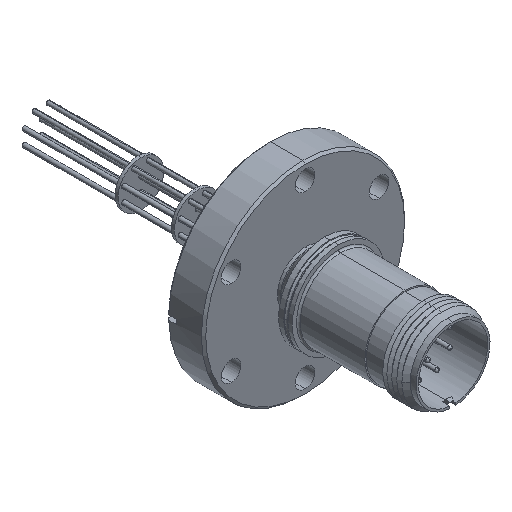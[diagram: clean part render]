
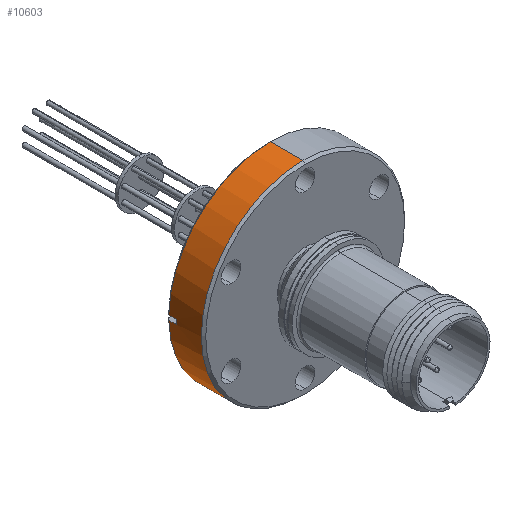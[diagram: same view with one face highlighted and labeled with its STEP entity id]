
A CAD part, isometric view. The second image highlights one B-rep face of the part: STEP entity #10603.
In plain terms, the highlighted cylindrical face has radius 34.925 mm (diameter 69.85 mm), a partial arc.
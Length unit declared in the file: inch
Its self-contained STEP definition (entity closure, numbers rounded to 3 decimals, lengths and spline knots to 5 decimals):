
#91 = DIRECTION ( 'NONE',  ( 0., 0., 1. ) ) ;
#94 = DIRECTION ( 'NONE',  ( 0., -1., 0. ) ) ;
#97 = CARTESIAN_POINT ( 'NONE',  ( 0., 1.28165, 0. ) ) ;
#311 = DIRECTION ( 'NONE',  ( 0., 0., 1. ) ) ;
#313 = DIRECTION ( 'NONE',  ( 0., 1., 0. ) ) ;
#314 = CARTESIAN_POINT ( 'NONE',  ( 0., 2.42477, 0. ) ) ;
#649 = AXIS2_PLACEMENT_3D ( 'NONE', #2950, #2951, #2952 ) ;
#1085 = LINE ( 'NONE', #10451, #1088 ) ;
#1088 = VECTOR ( 'NONE', #10435, 39.37008 ) ;
#1096 = LINE ( 'NONE', #10481, #1098 ) ;
#1098 = VECTOR ( 'NONE', #10477, 39.37008 ) ;
#1323 = CIRCLE ( 'NONE', #11706, 1.375 ) ;
#1496 = FACE_OUTER_BOUND ( 'NONE', #8817, .T. ) ;
#1503 = CYLINDRICAL_SURFACE ( 'NONE', #14811, 1.375 ) ;
#2827 = CARTESIAN_POINT ( 'NONE',  ( 0., 2.42477, -1.375 ) ) ;
#2828 = DIRECTION ( 'NONE',  ( 0., 1., 0. ) ) ;
#2929 = CARTESIAN_POINT ( 'NONE',  ( 0., 2.42477, 1.375 ) ) ;
#2930 = DIRECTION ( 'NONE',  ( 0., 1., 0. ) ) ;
#2950 = CARTESIAN_POINT ( 'NONE',  ( 0., 1.72165, 0. ) ) ;
#2951 = DIRECTION ( 'NONE',  ( 0., -1., 0. ) ) ;
#2952 = DIRECTION ( 'NONE',  ( 0., 0., 1. ) ) ;
#4712 = DIRECTION ( 'NONE',  ( 0., 0., 1. ) ) ;
#4714 = DIRECTION ( 'NONE',  ( 0., -1., 0. ) ) ;
#4716 = CARTESIAN_POINT ( 'NONE',  ( 0., 1.72165, 0. ) ) ;
#4814 = CARTESIAN_POINT ( 'NONE',  ( -1.37465, 1.62032, 0.031 ) ) ;
#4829 = CARTESIAN_POINT ( 'NONE',  ( -1.37465, 1.62032, -0.031 ) ) ;
#4834 = CARTESIAN_POINT ( 'NONE',  ( -1.37465, 1.72165, 0.031 ) ) ;
#4908 = CARTESIAN_POINT ( 'NONE',  ( 0., 1.72165, -1.375 ) ) ;
#5011 = CARTESIAN_POINT ( 'NONE',  ( 0., 1.28165, 1.375 ) ) ;
#5012 = CARTESIAN_POINT ( 'NONE',  ( 0., 1.28165, -1.375 ) ) ;
#5026 = CARTESIAN_POINT ( 'NONE',  ( 0., 1.72165, 1.375 ) ) ;
#5218 = CIRCLE ( 'NONE', #11490, 1.375 ) ;
#5574 = LINE ( 'NONE', #2827, #5577 ) ;
#5577 = VECTOR ( 'NONE', #2828, 39.37008 ) ;
#5615 = VECTOR ( 'NONE', #2930, 39.37008 ) ;
#5622 = LINE ( 'NONE', #2929, #5615 ) ;
#5629 = CIRCLE ( 'NONE', #649, 1.375 ) ;
#6183 = EDGE_CURVE ( 'NONE', #6844, #6820, #7616, .T. ) ;
#6198 = EDGE_CURVE ( 'NONE', #6820, #13519, #1085, .T. ) ;
#6208 = EDGE_CURVE ( 'NONE', #6810, #6844, #1096, .T. ) ;
#6514 = VERTEX_POINT ( 'NONE', #5026 ) ;
#6530 = VERTEX_POINT ( 'NONE', #5012 ) ;
#6532 = VERTEX_POINT ( 'NONE', #5011 ) ;
#6662 = VERTEX_POINT ( 'NONE', #4908 ) ;
#6810 = VERTEX_POINT ( 'NONE', #4834 ) ;
#6820 = VERTEX_POINT ( 'NONE', #4829 ) ;
#6844 = VERTEX_POINT ( 'NONE', #4814 ) ;
#6971 = ORIENTED_EDGE ( 'NONE', *, *, #6198, .T. ) ;
#6996 = ORIENTED_EDGE ( 'NONE', *, *, #8094, .T. ) ;
#7099 = ORIENTED_EDGE ( 'NONE', *, *, #12439, .F. ) ;
#7251 = ORIENTED_EDGE ( 'NONE', *, *, #12484, .T. ) ;
#7320 = ORIENTED_EDGE ( 'NONE', *, *, #11441, .F. ) ;
#7414 = ORIENTED_EDGE ( 'NONE', *, *, #6208, .T. ) ;
#7463 = ORIENTED_EDGE ( 'NONE', *, *, #6183, .T. ) ;
#7496 = ORIENTED_EDGE ( 'NONE', *, *, #12477, .T. ) ;
#7616 = B_SPLINE_CURVE_WITH_KNOTS ( 'NONE', 3,
 ( #10216, #10394, #10411, #10409 ),
 .UNSPECIFIED., .F., .F.,
 ( 4, 4 ),
 ( 0., 0.00157 ),
 .UNSPECIFIED. ) ;
#8094 = EDGE_CURVE ( 'NONE', #6514, #6810, #1323, .T. ) ;
#8817 = EDGE_LOOP ( 'NONE', ( #7099, #7320, #7496, #6996, #7414, #7463, #6971, #7251 ) ) ;
#10216 = CARTESIAN_POINT ( 'NONE',  ( -1.37465, 1.62032, 0.031 ) ) ;
#10394 = CARTESIAN_POINT ( 'NONE',  ( -1.37512, 1.62029, 0.01033 ) ) ;
#10409 = CARTESIAN_POINT ( 'NONE',  ( -1.37465, 1.62032, -0.031 ) ) ;
#10411 = CARTESIAN_POINT ( 'NONE',  ( -1.37512, 1.62029, -0.01033 ) ) ;
#10435 = DIRECTION ( 'NONE',  ( 0., 1., 0. ) ) ;
#10451 = CARTESIAN_POINT ( 'NONE',  ( -1.37465, 2.42477, -0.031 ) ) ;
#10477 = DIRECTION ( 'NONE',  ( 0., -1., 0. ) ) ;
#10481 = CARTESIAN_POINT ( 'NONE',  ( -1.37465, 2.42477, 0.031 ) ) ;
#10603 = ADVANCED_FACE ( 'NONE', ( #1496 ), #1503, .T. ) ;
#11441 = EDGE_CURVE ( 'NONE', #6532, #6530, #5218, .T. ) ;
#11490 = AXIS2_PLACEMENT_3D ( 'NONE', #97, #94, #91 ) ;
#11706 = AXIS2_PLACEMENT_3D ( 'NONE', #4716, #4714, #4712 ) ;
#12439 = EDGE_CURVE ( 'NONE', #6530, #6662, #5574, .T. ) ;
#12477 = EDGE_CURVE ( 'NONE', #6532, #6514, #5622, .T. ) ;
#12484 = EDGE_CURVE ( 'NONE', #13519, #6662, #5629, .T. ) ;
#13519 = VERTEX_POINT ( 'NONE', #14249 ) ;
#14249 = CARTESIAN_POINT ( 'NONE',  ( -1.37465, 1.72165, -0.031 ) ) ;
#14811 = AXIS2_PLACEMENT_3D ( 'NONE', #314, #313, #311 ) ;
